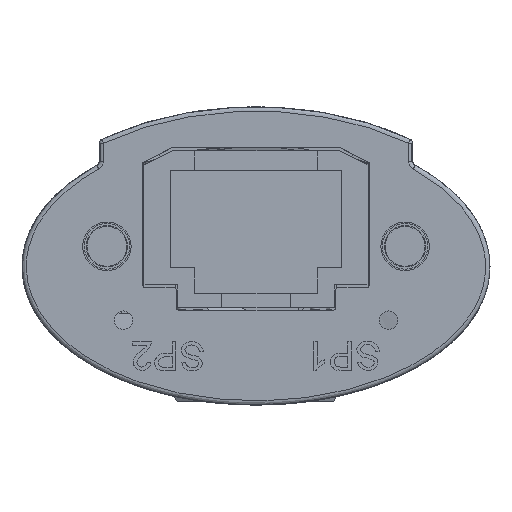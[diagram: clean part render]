
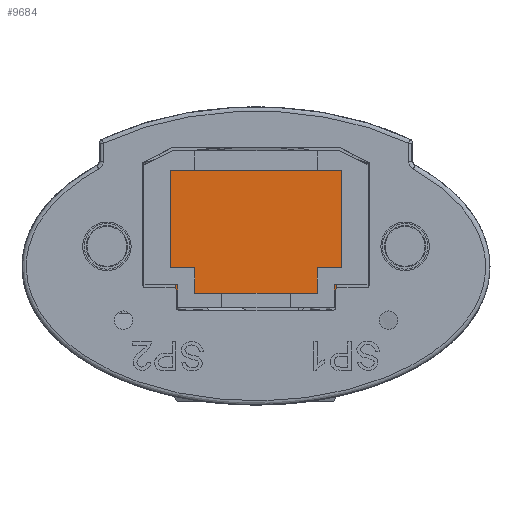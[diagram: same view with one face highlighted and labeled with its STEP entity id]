
A CAD part, left-side view. The second image highlights one B-rep face of the part: STEP entity #9684.
In plain terms, the highlighted planar face has unit normal (-1, 0, 0).
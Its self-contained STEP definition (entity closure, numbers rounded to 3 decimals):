
#5998=CARTESIAN_POINT('',(-43.22,-5.625,-2.87));
#5999=VERTEX_POINT('',#5998);
#6007=CARTESIAN_POINT('',(-43.22,5.625,-2.87));
#6008=VERTEX_POINT('',#6007);
#6009=CARTESIAN_POINT('',(-43.22,5.625,-2.87));
#6010=DIRECTION('',(0.0,-1.0,0.0));
#6011=VECTOR('',#6010,11.25);
#6012=LINE('',#6009,#6011);
#6013=EDGE_CURVE('',#6008,#5999,#6012,.T.);
#8321=CARTESIAN_POINT('',(-43.22,-4.3,-0.07));
#8322=VERTEX_POINT('',#8321);
#8323=CARTESIAN_POINT('',(-43.22,-6.,-0.07));
#8324=VERTEX_POINT('',#8323);
#8325=CARTESIAN_POINT('',(-43.22,-4.3,-0.07));
#8326=DIRECTION('',(0.0,-1.0,0.0));
#8327=VECTOR('',#8326,1.7);
#8328=LINE('',#8325,#8327);
#8329=EDGE_CURVE('',#8322,#8324,#8328,.T.);
#8352=CARTESIAN_POINT('',(-43.22,-6.,6.73));
#8353=VERTEX_POINT('',#8352);
#8354=CARTESIAN_POINT('',(-43.22,-6.,-0.07));
#8355=DIRECTION('',(0.0,0.0,1.0));
#8356=VECTOR('',#8355,6.8);
#8357=LINE('',#8354,#8356);
#8358=EDGE_CURVE('',#8324,#8353,#8357,.T.);
#8376=CARTESIAN_POINT('',(-43.22,6.,6.73));
#8377=VERTEX_POINT('',#8376);
#8378=CARTESIAN_POINT('',(-43.22,-6.,6.73));
#8379=DIRECTION('',(0.0,1.0,0.0));
#8380=VECTOR('',#8379,12.);
#8381=LINE('',#8378,#8380);
#8382=EDGE_CURVE('',#8353,#8377,#8381,.T.);
#8406=CARTESIAN_POINT('',(-43.22,6.,-0.07));
#8407=VERTEX_POINT('',#8406);
#8408=CARTESIAN_POINT('',(-43.22,6.,6.73));
#8409=DIRECTION('',(0.0,0.0,-1.0));
#8410=VECTOR('',#8409,6.8);
#8411=LINE('',#8408,#8410);
#8412=EDGE_CURVE('',#8377,#8407,#8411,.T.);
#8430=CARTESIAN_POINT('',(-43.22,4.3,-0.07));
#8431=VERTEX_POINT('',#8430);
#8432=CARTESIAN_POINT('',(-43.22,6.,-0.07));
#8433=DIRECTION('',(0.0,-1.0,0.0));
#8434=VECTOR('',#8433,1.7);
#8435=LINE('',#8432,#8434);
#8436=EDGE_CURVE('',#8407,#8431,#8435,.T.);
#8462=CARTESIAN_POINT('',(-43.22,4.3,-1.27));
#8463=VERTEX_POINT('',#8462);
#8470=CARTESIAN_POINT('',(-43.22,4.3,-0.07));
#8471=DIRECTION('',(0.0,0.0,-1.0));
#8472=VECTOR('',#8471,1.2);
#8473=LINE('',#8470,#8472);
#8474=EDGE_CURVE('',#8431,#8463,#8473,.T.);
#8489=CARTESIAN_POINT('',(-43.22,-4.3,-1.27));
#8490=VERTEX_POINT('',#8489);
#8506=CARTESIAN_POINT('',(-43.22,-4.3,-1.27));
#8507=DIRECTION('',(0.0,0.0,1.0));
#8508=VECTOR('',#8507,1.2);
#8509=LINE('',#8506,#8508);
#8510=EDGE_CURVE('',#8490,#8322,#8509,.T.);
#8633=CARTESIAN_POINT('',(-43.22,-5.625,-1.27));
#8634=VERTEX_POINT('',#8633);
#8635=CARTESIAN_POINT('',(-43.22,-5.625,-1.27));
#8636=DIRECTION('',(0.0,1.0,0.0));
#8637=VECTOR('',#8636,1.325);
#8638=LINE('',#8635,#8637);
#8639=EDGE_CURVE('',#8634,#8490,#8638,.T.);
#8864=CARTESIAN_POINT('',(-43.22,5.625,-1.27));
#8865=VERTEX_POINT('',#8864);
#8873=CARTESIAN_POINT('',(-43.22,4.3,-1.27));
#8874=DIRECTION('',(0.0,1.0,0.0));
#8875=VECTOR('',#8874,1.325);
#8876=LINE('',#8873,#8875);
#8877=EDGE_CURVE('',#8463,#8865,#8876,.T.);
#9649=CARTESIAN_POINT('',(-43.22,-5.625,-2.87));
#9650=DIRECTION('',(0.0,0.0,1.0));
#9651=VECTOR('',#9650,1.6);
#9652=LINE('',#9649,#9651);
#9653=EDGE_CURVE('',#5999,#8634,#9652,.T.);
#9660=CARTESIAN_POINT('',(-43.22,-5.625,-2.87));
#9661=DIRECTION('',(-1.0,0.0,0.0));
#9662=DIRECTION('',(0.0,0.0,1.0));
#9663=AXIS2_PLACEMENT_3D('',#9660,#9661,#9662);
#9664=PLANE('',#9663);
#9665=ORIENTED_EDGE('',*,*,#8877,.T.);
#9666=CARTESIAN_POINT('',(-43.22,5.625,-2.87));
#9667=DIRECTION('',(0.0,0.0,1.0));
#9668=VECTOR('',#9667,1.6);
#9669=LINE('',#9666,#9668);
#9670=EDGE_CURVE('',#6008,#8865,#9669,.T.);
#9671=ORIENTED_EDGE('',*,*,#9670,.F.);
#9672=ORIENTED_EDGE('',*,*,#6013,.T.);
#9673=ORIENTED_EDGE('',*,*,#9653,.T.);
#9674=ORIENTED_EDGE('',*,*,#8639,.T.);
#9675=ORIENTED_EDGE('',*,*,#8510,.T.);
#9676=ORIENTED_EDGE('',*,*,#8329,.T.);
#9677=ORIENTED_EDGE('',*,*,#8358,.T.);
#9678=ORIENTED_EDGE('',*,*,#8382,.T.);
#9679=ORIENTED_EDGE('',*,*,#8412,.T.);
#9680=ORIENTED_EDGE('',*,*,#8436,.T.);
#9681=ORIENTED_EDGE('',*,*,#8474,.T.);
#9682=EDGE_LOOP('',(#9665,#9671,#9672,#9673,#9674,#9675,#9676,#9677,#9678,#9679,#9680,#9681));
#9683=FACE_OUTER_BOUND('',#9682,.T.);
#9684=ADVANCED_FACE('',(#9683),#9664,.T.);
